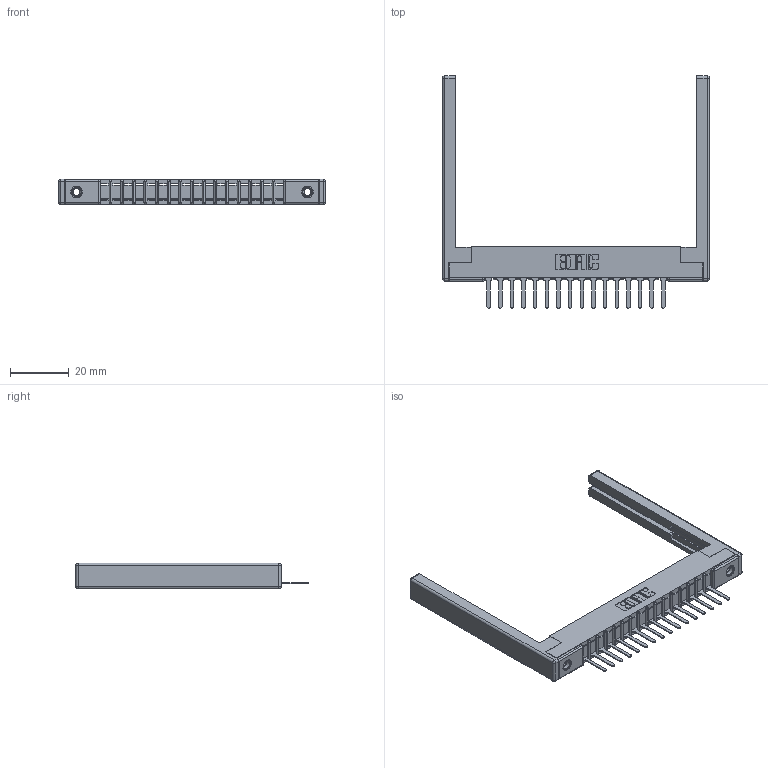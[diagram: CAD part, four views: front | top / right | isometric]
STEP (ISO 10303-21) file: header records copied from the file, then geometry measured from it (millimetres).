
FILE_DESCRIPTION (( 'STEP AP203' ), '1' );
FILE_NAME ('357-016-427-168.STEP', '2020-09-30T18:49:03', ( '' ), ( '' ), 'SwSTEP 2.0', 'SolidWorks 2020', '' );
FILE_SCHEMA (( 'CONFIG_CONTROL_DESIGN' ));
Length unit declared in the file: inch
Products named in the file (5): 307 Part_.156 Dia Mounting Holes; 345-250-001_345-250-001-102; 307-290-001_527; 307-220-068; 357-016-427-168
Assembly tree (21 placements, depth 2):
  357-016-427-168
    307 Part_.156 Dia Mounting Holes
    307-290-001_527  x16
    307-220-068  x2
    345-250-001_345-250-001-102  x2
Bounding box: 90.83 x 79.07 x 8.71 mm (x, y, z)
Volume: 10331.5 mm3; surface area: 12884 mm2
Topology: 21 solids, 21 shells, 1185 faces, 3305 edges, 2114 vertices
Faces by surface type: plane 750, cylinder 377, sphere 42, cone 12, torus 4
Entity records: 19649 total; most frequent: CARTESIAN_POINT 3265, ORIENTED_EDGE 3240, DIRECTION 3208, EDGE_CURVE 1620, LINE 1230, VECTOR 1230, VERTEX_POINT 1046, AXIS2_PLACEMENT_3D 989
